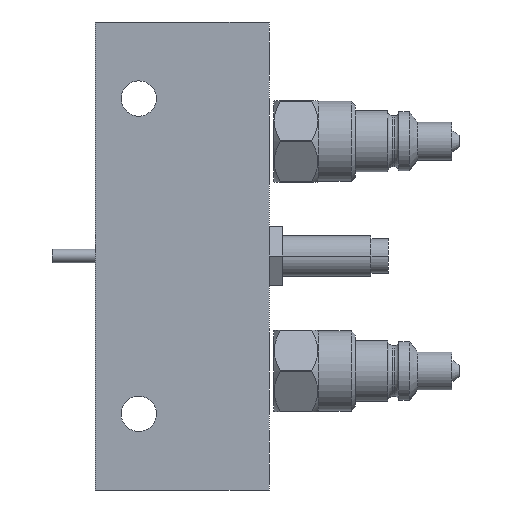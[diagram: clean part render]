
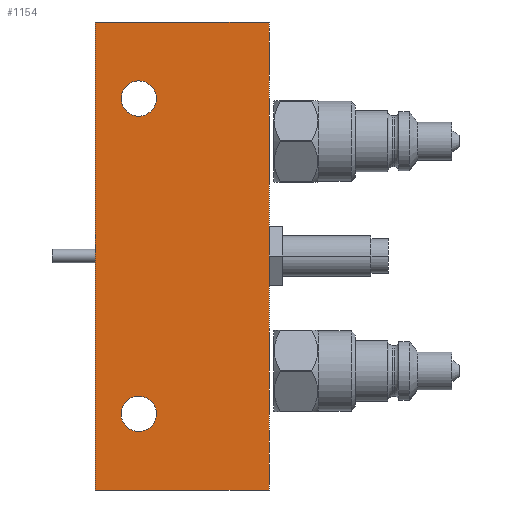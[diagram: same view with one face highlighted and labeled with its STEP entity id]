
A CAD part, front view. The second image highlights one B-rep face of the part: STEP entity #1154.
In plain terms, the highlighted planar face has unit normal (0, -1, 0).
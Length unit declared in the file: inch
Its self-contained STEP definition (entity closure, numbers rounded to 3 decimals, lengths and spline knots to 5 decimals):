
#5=DIRECTION('',(0.,0.,1.));
#6=VECTOR('',#5,5.38);
#7=CARTESIAN_POINT('',(2.,0.,0.));
#8=LINE('',#7,#6);
#73=DIRECTION('',(1.,0.,0.));
#74=VECTOR('',#73,2.);
#75=CARTESIAN_POINT('',(0.,0.,0.));
#76=LINE('',#75,#74);
#89=DIRECTION('',(0.,0.,1.));
#90=VECTOR('',#89,5.38);
#91=CARTESIAN_POINT('',(0.,0.,0.));
#92=LINE('',#91,#90);
#93=CARTESIAN_POINT('',(0.5,0.,0.875));
#94=DIRECTION('',(0.,1.,0.));
#95=DIRECTION('',(1.,0.,0.));
#96=AXIS2_PLACEMENT_3D('',#93,#94,#95);
#98=CARTESIAN_POINT('',(0.5,0.,0.875));
#99=DIRECTION('',(0.,1.,0.));
#100=DIRECTION('',(-1.,0.,0.));
#101=AXIS2_PLACEMENT_3D('',#98,#99,#100);
#103=CARTESIAN_POINT('',(0.5,0.,4.5));
#104=DIRECTION('',(0.,1.,0.));
#105=DIRECTION('',(1.,0.,0.));
#106=AXIS2_PLACEMENT_3D('',#103,#104,#105);
#108=CARTESIAN_POINT('',(0.5,0.,4.5));
#109=DIRECTION('',(0.,1.,0.));
#110=DIRECTION('',(-1.,0.,0.));
#111=AXIS2_PLACEMENT_3D('',#108,#109,#110);
#181=DIRECTION('',(1.,0.,0.));
#182=VECTOR('',#181,2.);
#183=CARTESIAN_POINT('',(0.,0.,5.38));
#184=LINE('',#183,#182);
#819=CARTESIAN_POINT('',(0.,0.,0.));
#820=CARTESIAN_POINT('',(2.,0.,0.));
#821=VERTEX_POINT('',#819);
#822=VERTEX_POINT('',#820);
#827=CARTESIAN_POINT('',(0.,0.,5.38));
#828=CARTESIAN_POINT('',(2.,0.,5.38));
#829=VERTEX_POINT('',#827);
#830=VERTEX_POINT('',#828);
#835=CARTESIAN_POINT('',(0.703,0.,0.875));
#836=CARTESIAN_POINT('',(0.297,0.,0.875));
#837=VERTEX_POINT('',#835);
#838=VERTEX_POINT('',#836);
#839=CARTESIAN_POINT('',(0.703,0.,4.5));
#840=CARTESIAN_POINT('',(0.297,0.,4.5));
#841=VERTEX_POINT('',#839);
#842=VERTEX_POINT('',#840);
#1129=CARTESIAN_POINT('',(0.,0.,0.));
#1130=DIRECTION('',(0.,-1.,0.));
#1131=DIRECTION('',(1.,0.,0.));
#1132=AXIS2_PLACEMENT_3D('',#1129,#1130,#1131);
#1133=PLANE('',#1132);
#1134=ORIENTED_EDGE('',*,*,#1119,.F.);
#1136=ORIENTED_EDGE('',*,*,#1135,.T.);
#1138=ORIENTED_EDGE('',*,*,#1137,.T.);
#1139=ORIENTED_EDGE('',*,*,#1068,.F.);
#1140=EDGE_LOOP('',(#1134,#1136,#1138,#1139));
#1141=FACE_OUTER_BOUND('',#1140,.F.);
#1143=ORIENTED_EDGE('',*,*,#1142,.F.);
#1145=ORIENTED_EDGE('',*,*,#1144,.F.);
#1146=EDGE_LOOP('',(#1143,#1145));
#1147=FACE_BOUND('',#1146,.F.);
#1149=ORIENTED_EDGE('',*,*,#1148,.F.);
#1151=ORIENTED_EDGE('',*,*,#1150,.F.);
#1152=EDGE_LOOP('',(#1149,#1151));
#1153=FACE_BOUND('',#1152,.F.);
#1154=ADVANCED_FACE('',(#1141,#1147,#1153),#1133,.T.);
#97=CIRCLE('',#96,0.203);
#102=CIRCLE('',#101,0.203);
#107=CIRCLE('',#106,0.203);
#112=CIRCLE('',#111,0.203);
#1068=EDGE_CURVE('',#822,#830,#8,.T.);
#1119=EDGE_CURVE('',#821,#822,#76,.T.);
#1135=EDGE_CURVE('',#821,#829,#92,.T.);
#1137=EDGE_CURVE('',#829,#830,#184,.T.);
#1142=EDGE_CURVE('',#837,#838,#97,.T.);
#1144=EDGE_CURVE('',#838,#837,#102,.T.);
#1148=EDGE_CURVE('',#841,#842,#107,.T.);
#1150=EDGE_CURVE('',#842,#841,#112,.T.);
